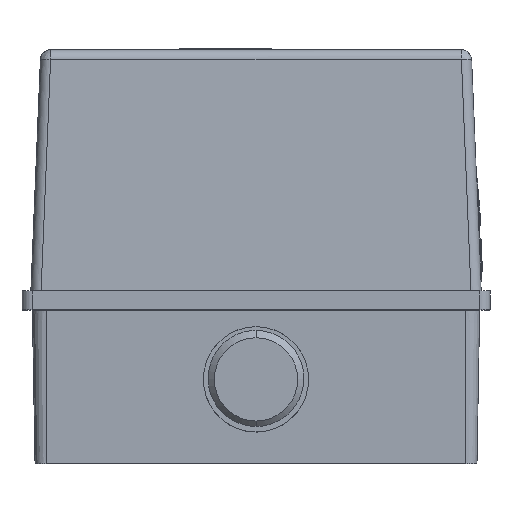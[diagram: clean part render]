
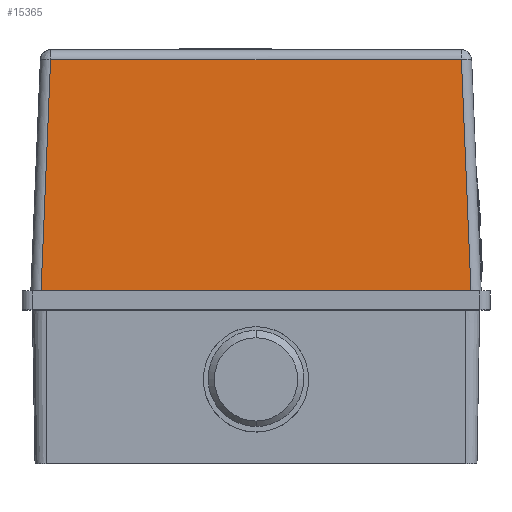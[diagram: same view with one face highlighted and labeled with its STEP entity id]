
A CAD part, front view. The second image highlights one B-rep face of the part: STEP entity #15365.
In plain terms, the highlighted planar face has unit normal (0, -0.999, 0.041).
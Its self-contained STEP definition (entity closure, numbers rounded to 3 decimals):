
#1972 = VERTEX_POINT ( 'NONE', #8519 ) ;
#2451 = B_SPLINE_CURVE_WITH_KNOTS ( 'NONE', 3,
 ( #26324, #19355, #5057, #18129 ),
 .UNSPECIFIED., .F., .F.,
 ( 4, 4 ),
 ( 0., 1. ),
 .UNSPECIFIED. ) ;
#5057 = CARTESIAN_POINT ( 'NONE',  ( -40.797, -42.795, -17.445 ) ) ;
#5269 = DIRECTION ( 'NONE',  ( 0., 0.041, 0.999 ) ) ;
#5562 = DIRECTION ( 'NONE',  ( 1., 0., 0. ) ) ;
#6297 = CARTESIAN_POINT ( 'NONE',  ( 42.077, -44.075, -48.5 ) ) ;
#6528 = EDGE_CURVE ( 'NONE', #28695, #1972, #10006, .T. ) ;
#7189 = CARTESIAN_POINT ( 'NONE',  ( 41.437, -43.435, -32.973 ) ) ;
#7291 = ORIENTED_EDGE ( 'NONE', *, *, #6528, .T. ) ;
#7714 = DIRECTION ( 'NONE',  ( 0., 0.999, -0.041 ) ) ;
#8519 = CARTESIAN_POINT ( 'NONE',  ( 40.157, -42.155, -1.918 ) ) ;
#10006 = B_SPLINE_CURVE_WITH_KNOTS ( 'NONE', 3,
 ( #14538, #7189, #26303, #23976 ),
 .UNSPECIFIED., .F., .F.,
 ( 4, 4 ),
 ( 0., 1. ),
 .UNSPECIFIED. ) ;
#10065 = CARTESIAN_POINT ( 'NONE',  ( 0., -42.005, 1.731 ) ) ;
#11506 = CARTESIAN_POINT ( 'NONE',  ( 0., -44.075, -48.5 ) ) ;
#12241 = LINE ( 'NONE', #17399, #21790 ) ;
#13374 = VECTOR ( 'NONE', #20978, 1000. ) ;
#14538 = CARTESIAN_POINT ( 'NONE',  ( 42.077, -44.075, -48.5 ) ) ;
#15365 = ADVANCED_FACE ( 'NONE', ( #19408 ), #28669, .F. ) ;
#15408 = EDGE_CURVE ( 'NONE', #29654, #1972, #12241, .T. ) ;
#15591 = EDGE_CURVE ( 'NONE', #16589, #29654, #2451, .T. ) ;
#15737 = EDGE_CURVE ( 'NONE', #16589, #28695, #18680, .T. ) ;
#16589 = VERTEX_POINT ( 'NONE', #22835 ) ;
#17399 = CARTESIAN_POINT ( 'NONE',  ( 0., -42.155, -1.918 ) ) ;
#18129 = CARTESIAN_POINT ( 'NONE',  ( -40.157, -42.155, -1.917 ) ) ;
#18680 = LINE ( 'NONE', #11506, #13374 ) ;
#18735 = EDGE_LOOP ( 'NONE', ( #20247, #28348, #7291, #22671 ) ) ;
#19311 = AXIS2_PLACEMENT_3D ( 'NONE', #10065, #7714, #5269 ) ;
#19355 = CARTESIAN_POINT ( 'NONE',  ( -41.437, -43.435, -32.973 ) ) ;
#19408 = FACE_OUTER_BOUND ( 'NONE', #18735, .T. ) ;
#20247 = ORIENTED_EDGE ( 'NONE', *, *, #15591, .F. ) ;
#20978 = DIRECTION ( 'NONE',  ( 1., 0., 0. ) ) ;
#21790 = VECTOR ( 'NONE', #5562, 1000. ) ;
#22671 = ORIENTED_EDGE ( 'NONE', *, *, #15408, .F. ) ;
#22835 = CARTESIAN_POINT ( 'NONE',  ( -42.077, -44.075, -48.5 ) ) ;
#23976 = CARTESIAN_POINT ( 'NONE',  ( 40.157, -42.155, -1.918 ) ) ;
#24345 = CARTESIAN_POINT ( 'NONE',  ( -40.157, -42.155, -1.917 ) ) ;
#26303 = CARTESIAN_POINT ( 'NONE',  ( 40.797, -42.795, -17.445 ) ) ;
#26324 = CARTESIAN_POINT ( 'NONE',  ( -42.077, -44.075, -48.5 ) ) ;
#28348 = ORIENTED_EDGE ( 'NONE', *, *, #15737, .T. ) ;
#28669 = PLANE ( 'NONE',  #19311 ) ;
#28695 = VERTEX_POINT ( 'NONE', #6297 ) ;
#29654 = VERTEX_POINT ( 'NONE', #24345 ) ;
